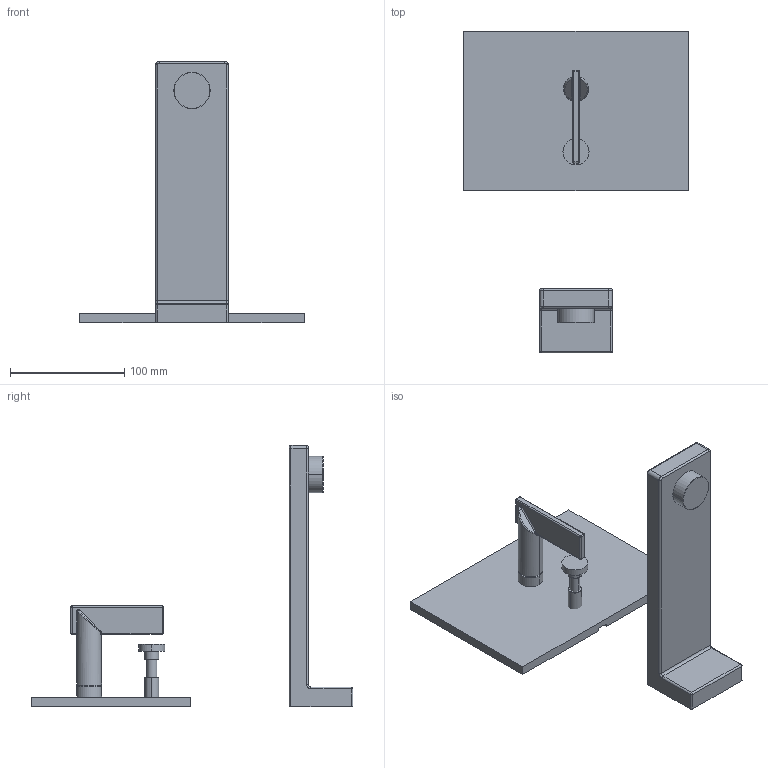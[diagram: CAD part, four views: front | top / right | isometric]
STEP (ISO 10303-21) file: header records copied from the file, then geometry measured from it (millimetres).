
FILE_DESCRIPTION((''),'2;1');
FILE_NAME('4-2542BP_WEB','2011-07-06T',('ravindrashirol'),(''),'PRO/ENGINEER BY PARAMETRIC TECHNOLOGY CORPORATION, 2009300','PRO/ENGINEER BY PARAMETRIC TECHNOLOGY CORPORATION, 2009300','');
FILE_SCHEMA(('CONFIG_CONTROL_DESIGN'));
Length unit declared in the file: inch
Products named in the file (1): 4-2542BP_WEB
Bounding box: 196.85 x 281.94 x 228.6 mm (x, y, z)
Surface area: 133601 mm2 (no closed solid volume)
Topology: 0 solids, 13 shells, 146 faces, 340 edges, 208 vertices
Faces by surface type: cylinder 56, plane 52, bspline 14, sphere 10, torus 8, cone 6
Entity records: 4789 total; most frequent: CARTESIAN_POINT 1467, DIRECTION 728, ORIENTED_EDGE 630, EDGE_CURVE 340, AXIS2_PLACEMENT_3D 278, VERTEX_POINT 208, VECTOR 172, LINE 172
